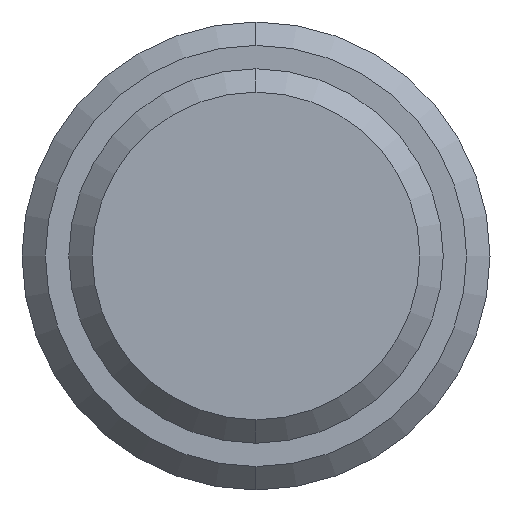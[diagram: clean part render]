
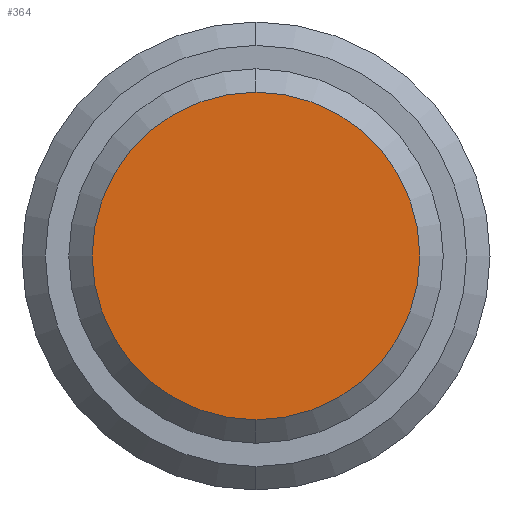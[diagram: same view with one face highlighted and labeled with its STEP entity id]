
A CAD part, left-side view. The second image highlights one B-rep face of the part: STEP entity #364.
In plain terms, the highlighted planar face has unit normal (-1, 0, 0).
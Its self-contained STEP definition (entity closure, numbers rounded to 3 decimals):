
#5 = DIRECTION ( 'NONE',  ( -1., 0., 0. ) ) ;
#6 = CARTESIAN_POINT ( 'NONE',  ( -15., 0., 0. ) ) ;
#44 = DIRECTION ( 'NONE',  ( -1., 0., 0. ) ) ;
#89 = AXIS2_PLACEMENT_3D ( 'NONE', #340, #119, #456 ) ;
#119 = DIRECTION ( 'NONE',  ( -1., 0., 0. ) ) ;
#129 = CIRCLE ( 'NONE', #89, 3.5 ) ;
#149 = FACE_OUTER_BOUND ( 'NONE', #246, .T. ) ;
#163 = ORIENTED_EDGE ( 'NONE', *, *, #225, .T. ) ;
#179 = ORIENTED_EDGE ( 'NONE', *, *, #365, .T. ) ;
#204 = CARTESIAN_POINT ( 'NONE',  ( -15., 0., -3.5 ) ) ;
#225 = EDGE_CURVE ( 'NONE', #323, #330, #129, .T. ) ;
#234 = DIRECTION ( 'NONE',  ( 0., 0., 1. ) ) ;
#235 = DIRECTION ( 'NONE',  ( 0., 0., -1. ) ) ;
#237 = CARTESIAN_POINT ( 'NONE',  ( -15., 0., 3.5 ) ) ;
#246 = EDGE_LOOP ( 'NONE', ( #163, #179 ) ) ;
#308 = CARTESIAN_POINT ( 'NONE',  ( -15., 0., 0. ) ) ;
#323 = VERTEX_POINT ( 'NONE', #204 ) ;
#330 = VERTEX_POINT ( 'NONE', #237 ) ;
#339 = AXIS2_PLACEMENT_3D ( 'NONE', #6, #44, #235 ) ;
#340 = CARTESIAN_POINT ( 'NONE',  ( -15., 0., 0. ) ) ;
#364 = ADVANCED_FACE ( 'NONE', ( #149 ), #429, .T. ) ;
#365 = EDGE_CURVE ( 'NONE', #330, #323, #476, .T. ) ;
#429 = PLANE ( 'NONE',  #339 ) ;
#454 = AXIS2_PLACEMENT_3D ( 'NONE', #308, #5, #234 ) ;
#456 = DIRECTION ( 'NONE',  ( 0., 0., 1. ) ) ;
#476 = CIRCLE ( 'NONE', #454, 3.5 ) ;
